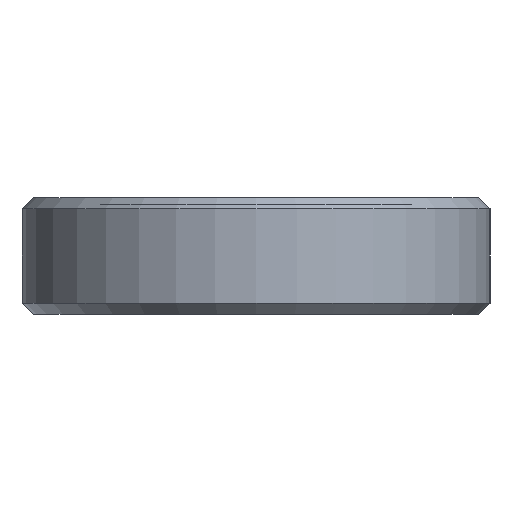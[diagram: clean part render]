
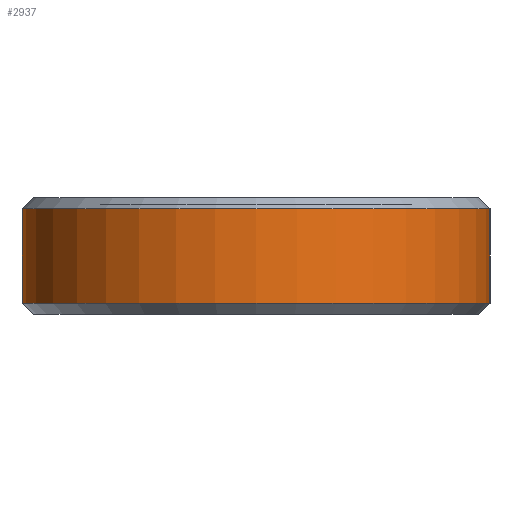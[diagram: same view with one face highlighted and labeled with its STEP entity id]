
A CAD part, left-side view. The second image highlights one B-rep face of the part: STEP entity #2937.
In plain terms, the highlighted cylindrical face has radius 6.25 mm (diameter 12.5 mm), a partial arc.
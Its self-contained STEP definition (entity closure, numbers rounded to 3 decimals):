
#45 = CONICAL_SURFACE('',#46,6.25,0.785);
#46 = AXIS2_PLACEMENT_3D('',#47,#48,#49);
#47 = CARTESIAN_POINT('',(0.,0.,0.3));
#48 = DIRECTION('',(0.,0.,1.));
#49 = DIRECTION('',(0.,1.,0.));
#1074 = VERTEX_POINT('',#1075);
#1075 = CARTESIAN_POINT('',(0.,6.25,0.3));
#1098 = VERTEX_POINT('',#1099);
#1099 = CARTESIAN_POINT('',(0.,-6.25,0.3));
#1120 = EDGE_CURVE('',#1074,#1098,#1121,.T.);
#1121 = SURFACE_CURVE('',#1122,(#1127,#1134),.PCURVE_S1.);
#1122 = CIRCLE('',#1123,6.25);
#1123 = AXIS2_PLACEMENT_3D('',#1124,#1125,#1126);
#1124 = CARTESIAN_POINT('',(0.,0.,0.3));
#1125 = DIRECTION('',(0.,-0.,1.));
#1126 = DIRECTION('',(0.,1.,0.));
#1127 = PCURVE('',#45,#1128);
#1128 = DEFINITIONAL_REPRESENTATION('',(#1129),#1133);
#1129 = LINE('',#1130,#1131);
#1130 = CARTESIAN_POINT('',(0.,0.));
#1131 = VECTOR('',#1132,1.);
#1132 = DIRECTION('',(1.,0.));
#1133 = ( GEOMETRIC_REPRESENTATION_CONTEXT(2) 
PARAMETRIC_REPRESENTATION_CONTEXT() REPRESENTATION_CONTEXT('2D SPACE',''
  ) );
#1134 = PCURVE('',#1135,#1140);
#1135 = CYLINDRICAL_SURFACE('',#1136,6.25);
#1136 = AXIS2_PLACEMENT_3D('',#1137,#1138,#1139);
#1137 = CARTESIAN_POINT('',(0.,0.,0.));
#1138 = DIRECTION('',(-0.,-0.,-1.));
#1139 = DIRECTION('',(1.,0.,0.));
#1140 = DEFINITIONAL_REPRESENTATION('',(#1141),#1145);
#1141 = LINE('',#1142,#1143);
#1142 = CARTESIAN_POINT('',(-1.571,-0.3));
#1143 = VECTOR('',#1144,1.);
#1144 = DIRECTION('',(-1.,0.));
#1145 = ( GEOMETRIC_REPRESENTATION_CONTEXT(2) 
PARAMETRIC_REPRESENTATION_CONTEXT() REPRESENTATION_CONTEXT('2D SPACE',''
  ) );
#1189 = PLANE('',#1190);
#1190 = AXIS2_PLACEMENT_3D('',#1191,#1192,#1193);
#1191 = CARTESIAN_POINT('',(0.,6.25,0.));
#1192 = DIRECTION('',(0.,1.,0.));
#1193 = DIRECTION('',(1.,0.,0.));
#1243 = PLANE('',#1244);
#1244 = AXIS2_PLACEMENT_3D('',#1245,#1246,#1247);
#1245 = CARTESIAN_POINT('',(0.,-6.25,0.));
#1246 = DIRECTION('',(0.,1.,0.));
#1247 = DIRECTION('',(1.,0.,0.));
#2937 = ADVANCED_FACE('',(#2938),#1135,.T.);
#2938 = FACE_BOUND('',#2939,.F.);
#2939 = EDGE_LOOP('',(#2940,#2963,#2992,#3013));
#2940 = ORIENTED_EDGE('',*,*,#2941,.T.);
#2941 = EDGE_CURVE('',#1074,#2942,#2944,.T.);
#2942 = VERTEX_POINT('',#2943);
#2943 = CARTESIAN_POINT('',(0.,6.25,2.825));
#2944 = SURFACE_CURVE('',#2945,(#2949,#2956),.PCURVE_S1.);
#2945 = LINE('',#2946,#2947);
#2946 = CARTESIAN_POINT('',(0.,6.25,0.));
#2947 = VECTOR('',#2948,1.);
#2948 = DIRECTION('',(0.,0.,1.));
#2949 = PCURVE('',#1135,#2950);
#2950 = DEFINITIONAL_REPRESENTATION('',(#2951),#2955);
#2951 = LINE('',#2952,#2953);
#2952 = CARTESIAN_POINT('',(-1.571,0.));
#2953 = VECTOR('',#2954,1.);
#2954 = DIRECTION('',(-0.,-1.));
#2955 = ( GEOMETRIC_REPRESENTATION_CONTEXT(2) 
PARAMETRIC_REPRESENTATION_CONTEXT() REPRESENTATION_CONTEXT('2D SPACE',''
  ) );
#2956 = PCURVE('',#1189,#2957);
#2957 = DEFINITIONAL_REPRESENTATION('',(#2958),#2962);
#2958 = LINE('',#2959,#2960);
#2959 = CARTESIAN_POINT('',(0.,0.));
#2960 = VECTOR('',#2961,1.);
#2961 = DIRECTION('',(0.,-1.));
#2962 = ( GEOMETRIC_REPRESENTATION_CONTEXT(2) 
PARAMETRIC_REPRESENTATION_CONTEXT() REPRESENTATION_CONTEXT('2D SPACE',''
  ) );
#2963 = ORIENTED_EDGE('',*,*,#2964,.T.);
#2964 = EDGE_CURVE('',#2942,#2965,#2967,.T.);
#2965 = VERTEX_POINT('',#2966);
#2966 = CARTESIAN_POINT('',(0.,-6.25,2.825));
#2967 = SURFACE_CURVE('',#2968,(#2973,#2980),.PCURVE_S1.);
#2968 = CIRCLE('',#2969,6.25);
#2969 = AXIS2_PLACEMENT_3D('',#2970,#2971,#2972);
#2970 = CARTESIAN_POINT('',(0.,0.,2.825));
#2971 = DIRECTION('',(0.,-0.,1.));
#2972 = DIRECTION('',(0.,1.,0.));
#2973 = PCURVE('',#1135,#2974);
#2974 = DEFINITIONAL_REPRESENTATION('',(#2975),#2979);
#2975 = LINE('',#2976,#2977);
#2976 = CARTESIAN_POINT('',(-1.571,-2.825));
#2977 = VECTOR('',#2978,1.);
#2978 = DIRECTION('',(-1.,0.));
#2979 = ( GEOMETRIC_REPRESENTATION_CONTEXT(2) 
PARAMETRIC_REPRESENTATION_CONTEXT() REPRESENTATION_CONTEXT('2D SPACE',''
  ) );
#2980 = PCURVE('',#2981,#2986);
#2981 = CONICAL_SURFACE('',#2982,6.25,0.785);
#2982 = AXIS2_PLACEMENT_3D('',#2983,#2984,#2985);
#2983 = CARTESIAN_POINT('',(0.,0.,2.825));
#2984 = DIRECTION('',(-0.,-0.,-1.));
#2985 = DIRECTION('',(0.,1.,0.));
#2986 = DEFINITIONAL_REPRESENTATION('',(#2987),#2991);
#2987 = LINE('',#2988,#2989);
#2988 = CARTESIAN_POINT('',(-0.,-0.));
#2989 = VECTOR('',#2990,1.);
#2990 = DIRECTION('',(-1.,-0.));
#2991 = ( GEOMETRIC_REPRESENTATION_CONTEXT(2) 
PARAMETRIC_REPRESENTATION_CONTEXT() REPRESENTATION_CONTEXT('2D SPACE',''
  ) );
#2992 = ORIENTED_EDGE('',*,*,#2993,.F.);
#2993 = EDGE_CURVE('',#1098,#2965,#2994,.T.);
#2994 = SURFACE_CURVE('',#2995,(#2999,#3006),.PCURVE_S1.);
#2995 = LINE('',#2996,#2997);
#2996 = CARTESIAN_POINT('',(0.,-6.25,0.));
#2997 = VECTOR('',#2998,1.);
#2998 = DIRECTION('',(0.,0.,1.));
#2999 = PCURVE('',#1135,#3000);
#3000 = DEFINITIONAL_REPRESENTATION('',(#3001),#3005);
#3001 = LINE('',#3002,#3003);
#3002 = CARTESIAN_POINT('',(-4.712,0.));
#3003 = VECTOR('',#3004,1.);
#3004 = DIRECTION('',(-0.,-1.));
#3005 = ( GEOMETRIC_REPRESENTATION_CONTEXT(2) 
PARAMETRIC_REPRESENTATION_CONTEXT() REPRESENTATION_CONTEXT('2D SPACE',''
  ) );
#3006 = PCURVE('',#1243,#3007);
#3007 = DEFINITIONAL_REPRESENTATION('',(#3008),#3012);
#3008 = LINE('',#3009,#3010);
#3009 = CARTESIAN_POINT('',(0.,0.));
#3010 = VECTOR('',#3011,1.);
#3011 = DIRECTION('',(0.,-1.));
#3012 = ( GEOMETRIC_REPRESENTATION_CONTEXT(2) 
PARAMETRIC_REPRESENTATION_CONTEXT() REPRESENTATION_CONTEXT('2D SPACE',''
  ) );
#3013 = ORIENTED_EDGE('',*,*,#1120,.F.);
